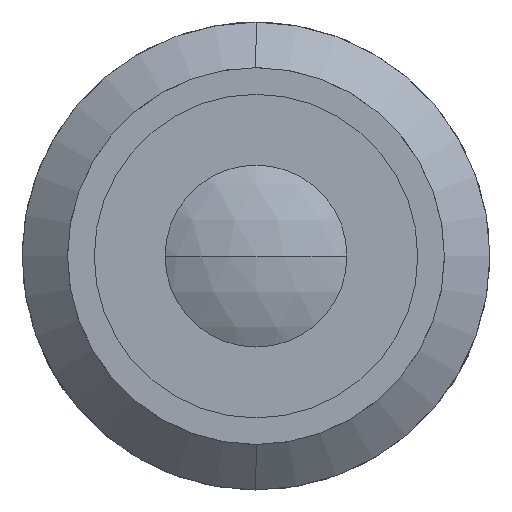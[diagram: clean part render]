
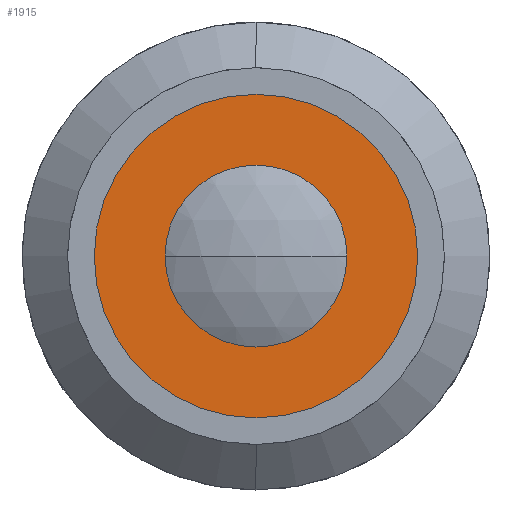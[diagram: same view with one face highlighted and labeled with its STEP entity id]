
A CAD part, left-side view. The second image highlights one B-rep face of the part: STEP entity #1915.
In plain terms, the highlighted planar face has unit normal (-1, 0, 0).
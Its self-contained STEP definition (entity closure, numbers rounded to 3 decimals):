
#101 = AXIS2_PLACEMENT_3D ( 'NONE', #498, #3171, #1517 ) ;
#227 = CIRCLE ( 'NONE', #1492, 13.5 ) ;
#408 = DIRECTION ( 'NONE',  ( -1., 0., 0. ) ) ;
#498 = CARTESIAN_POINT ( 'NONE',  ( 3.8, 0., 0. ) ) ;
#550 = EDGE_LOOP ( 'NONE', ( #2116, #1797 ) ) ;
#560 = DIRECTION ( 'NONE',  ( 0., 0., 1. ) ) ;
#617 = CARTESIAN_POINT ( 'NONE',  ( 3.8, 13.5, 0. ) ) ;
#627 = CARTESIAN_POINT ( 'NONE',  ( 3.8, 0., -13.5 ) ) ;
#752 = EDGE_LOOP ( 'NONE', ( #1378, #3921 ) ) ;
#1006 = EDGE_CURVE ( 'NONE', #2728, #4157, #227, .T. ) ;
#1180 = CARTESIAN_POINT ( 'NONE',  ( 3.8, 0., 0. ) ) ;
#1323 = VERTEX_POINT ( 'NONE', #2212 ) ;
#1331 = EDGE_CURVE ( 'NONE', #4157, #2728, #2977, .T. ) ;
#1378 = ORIENTED_EDGE ( 'NONE', *, *, #1331, .T. ) ;
#1492 = AXIS2_PLACEMENT_3D ( 'NONE', #2422, #408, #1751 ) ;
#1517 = DIRECTION ( 'NONE',  ( 0., 0., 1. ) ) ;
#1751 = DIRECTION ( 'NONE',  ( 0., 0., 1. ) ) ;
#1797 = ORIENTED_EDGE ( 'NONE', *, *, #2499, .F. ) ;
#1853 = AXIS2_PLACEMENT_3D ( 'NONE', #1180, #2576, #560 ) ;
#1915 = ADVANCED_FACE ( 'NONE', ( #2735, #4357 ), #4074, .F. ) ;
#1951 = DIRECTION ( 'NONE',  ( 1., 0., 0. ) ) ;
#2116 = ORIENTED_EDGE ( 'NONE', *, *, #3090, .F. ) ;
#2212 = CARTESIAN_POINT ( 'NONE',  ( 3.8, 0., -7. ) ) ;
#2422 = CARTESIAN_POINT ( 'NONE',  ( 3.8, 0., 0. ) ) ;
#2499 = EDGE_CURVE ( 'NONE', #1323, #3739, #3341, .T. ) ;
#2571 = CARTESIAN_POINT ( 'NONE',  ( 3.8, 0., 0. ) ) ;
#2576 = DIRECTION ( 'NONE',  ( -1., 0., 0. ) ) ;
#2728 = VERTEX_POINT ( 'NONE', #627 ) ;
#2735 = FACE_BOUND ( 'NONE', #550, .T. ) ;
#2977 = CIRCLE ( 'NONE', #3477, 13.5 ) ;
#2983 = AXIS2_PLACEMENT_3D ( 'NONE', #617, #1951, #3299 ) ;
#3090 = EDGE_CURVE ( 'NONE', #3739, #1323, #4120, .T. ) ;
#3171 = DIRECTION ( 'NONE',  ( -1., 0., 0. ) ) ;
#3299 = DIRECTION ( 'NONE',  ( 0., 0., -1. ) ) ;
#3341 = CIRCLE ( 'NONE', #1853, 7. ) ;
#3477 = AXIS2_PLACEMENT_3D ( 'NONE', #2571, #3869, #4169 ) ;
#3739 = VERTEX_POINT ( 'NONE', #4349 ) ;
#3869 = DIRECTION ( 'NONE',  ( -1., 0., 0. ) ) ;
#3921 = ORIENTED_EDGE ( 'NONE', *, *, #1006, .T. ) ;
#4037 = CARTESIAN_POINT ( 'NONE',  ( 3.8, 0., 13.5 ) ) ;
#4074 = PLANE ( 'NONE',  #2983 ) ;
#4120 = CIRCLE ( 'NONE', #101, 7. ) ;
#4157 = VERTEX_POINT ( 'NONE', #4037 ) ;
#4169 = DIRECTION ( 'NONE',  ( 0., 0., 1. ) ) ;
#4349 = CARTESIAN_POINT ( 'NONE',  ( 3.8, 0., 7. ) ) ;
#4357 = FACE_OUTER_BOUND ( 'NONE', #752, .T. ) ;
